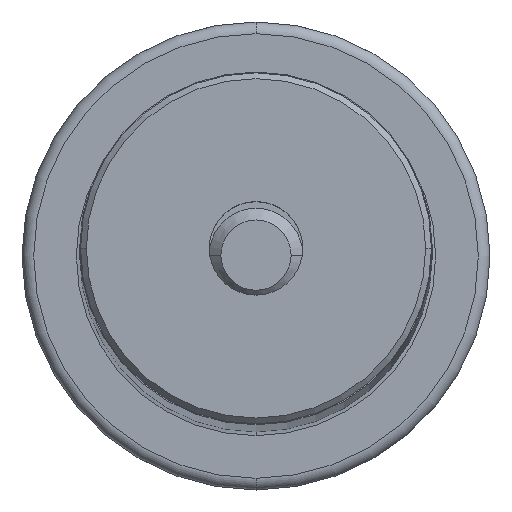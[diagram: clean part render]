
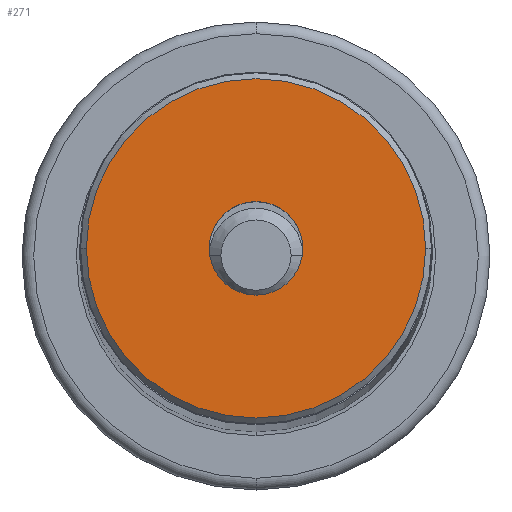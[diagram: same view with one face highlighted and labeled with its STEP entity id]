
A CAD part, top view. The second image highlights one B-rep face of the part: STEP entity #271.
In plain terms, the highlighted planar face has unit normal (0, 0, 1).
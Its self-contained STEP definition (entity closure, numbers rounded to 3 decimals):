
#271=ADVANCED_FACE('',(#544,#545),#546,.T.);
#544=FACE_BOUND('',#855,.T.);
#545=FACE_OUTER_BOUND('',#856,.T.);
#546=PLANE('',#857);
#855=EDGE_LOOP('',(#1398,#1399));
#856=EDGE_LOOP('',(#1400,#1401));
#857=AXIS2_PLACEMENT_3D('',#1402,#1403,#1404);
#1398=ORIENTED_EDGE('',*,*,#1912,.T.);
#1399=ORIENTED_EDGE('',*,*,#1906,.T.);
#1400=ORIENTED_EDGE('',*,*,#1779,.F.);
#1401=ORIENTED_EDGE('',*,*,#1913,.F.);
#1402=CARTESIAN_POINT('',(77.417,20.0,887.607));
#1403=DIRECTION('',(0.0,0.0,1.0));
#1404=DIRECTION('',(1.0,0.0,0.0));
#1779=EDGE_CURVE('',#2119,#2117,#2121,.T.);
#1906=EDGE_CURVE('',#2294,#2296,#2298,.T.);
#1912=EDGE_CURVE('',#2296,#2294,#2304,.T.);
#1913=EDGE_CURVE('',#2117,#2119,#2305,.T.);
#2117=VERTEX_POINT('',#2551);
#2119=VERTEX_POINT('',#2554);
#2121=CIRCLE('',#2557,29.0);
#2294=VERTEX_POINT('',#2766);
#2296=VERTEX_POINT('',#2769);
#2298=CIRCLE('',#2772,8.0);
#2304=CIRCLE('',#2780,8.0);
#2305=CIRCLE('',#2781,29.0);
#2551=CARTESIAN_POINT('',(48.417,20.0,887.607));
#2554=CARTESIAN_POINT('',(106.417,20.0,887.607));
#2557=AXIS2_PLACEMENT_3D('',#3013,#3014,#3015);
#2766=CARTESIAN_POINT('',(85.417,20.0,887.607));
#2769=CARTESIAN_POINT('',(69.417,20.0,887.607));
#2772=AXIS2_PLACEMENT_3D('',#3207,#3208,#3209);
#2780=AXIS2_PLACEMENT_3D('',#3212,#3213,#3214);
#2781=AXIS2_PLACEMENT_3D('',#3215,#3216,#3217);
#3013=CARTESIAN_POINT('',(77.417,20.0,887.607));
#3014=DIRECTION('',(-0.0,0.0,-1.0));
#3015=DIRECTION('',(-1.0,0.0,0.0));
#3207=CARTESIAN_POINT('',(77.417,20.0,887.607));
#3208=DIRECTION('',(0.0,0.0,-1.0));
#3209=DIRECTION('',(1.0,0.0,0.0));
#3212=CARTESIAN_POINT('',(77.417,20.0,887.607));
#3213=DIRECTION('',(0.0,0.0,-1.0));
#3214=DIRECTION('',(1.0,0.0,0.0));
#3215=CARTESIAN_POINT('',(77.417,20.0,887.607));
#3216=DIRECTION('',(-0.0,0.0,-1.0));
#3217=DIRECTION('',(-1.0,0.0,0.0));
